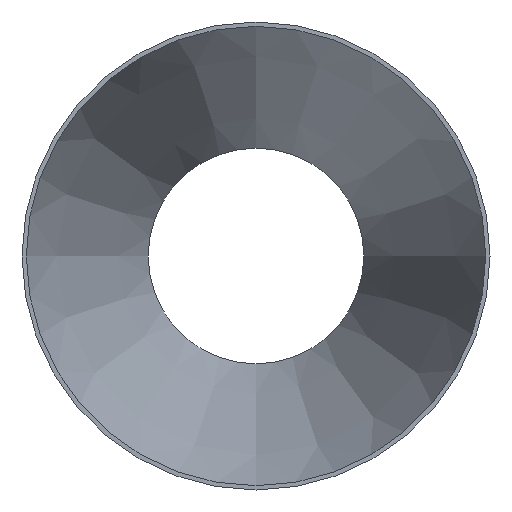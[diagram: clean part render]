
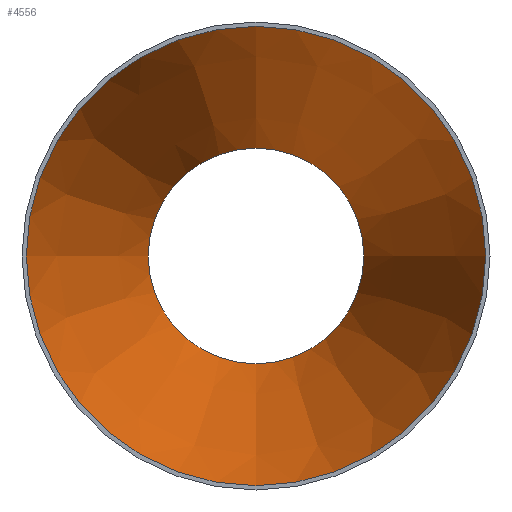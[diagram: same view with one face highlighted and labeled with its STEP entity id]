
A CAD part, front view. The second image highlights one B-rep face of the part: STEP entity #4556.
In plain terms, the highlighted conical face has half-angle 17.352 degrees and reference radius 224.409 mm.
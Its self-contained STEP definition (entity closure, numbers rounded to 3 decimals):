
#3220 = CARTESIAN_POINT ( 'NONE',  ( 0., 381., -105.359 ) ) ;
#3378 = CONICAL_SURFACE ( 'NONE', #18356, 224.409, 0.303 ) ;
#3806 = EDGE_LOOP ( 'NONE', ( #20417 ) ) ;
#4556 = ADVANCED_FACE ( 'NONE', ( #19345, #13043 ), #3378, .F. ) ;
#4754 = CARTESIAN_POINT ( 'NONE',  ( 0., 0., 0. ) ) ;
#5898 = AXIS2_PLACEMENT_3D ( 'NONE', #12187, #20377, #14344 ) ;
#7148 = DIRECTION ( 'NONE',  ( 0., 0., -1. ) ) ;
#7633 = VERTEX_POINT ( 'NONE', #25707 ) ;
#10460 = CIRCLE ( 'NONE', #19881, 105.359 ) ;
#10587 = EDGE_CURVE ( 'NONE', #7633, #7633, #22147, .T. ) ;
#11430 = CARTESIAN_POINT ( 'NONE',  ( 0., 381., 0. ) ) ;
#12187 = CARTESIAN_POINT ( 'NONE',  ( 0., 0., 0. ) ) ;
#13043 = FACE_OUTER_BOUND ( 'NONE', #21757, .T. ) ;
#14344 = DIRECTION ( 'NONE',  ( 0., 0., -1. ) ) ;
#15202 = ORIENTED_EDGE ( 'NONE', *, *, #10587, .T. ) ;
#18356 = AXIS2_PLACEMENT_3D ( 'NONE', #4754, #21225, #7148 ) ;
#19345 = FACE_BOUND ( 'NONE', #3806, .T. ) ;
#19881 = AXIS2_PLACEMENT_3D ( 'NONE', #11430, #25749, #21881 ) ;
#20377 = DIRECTION ( 'NONE',  ( 0., -1., 0. ) ) ;
#20417 = ORIENTED_EDGE ( 'NONE', *, *, #21587, .F. ) ;
#21225 = DIRECTION ( 'NONE',  ( 0., -1., 0. ) ) ;
#21587 = EDGE_CURVE ( 'NONE', #25452, #25452, #10460, .T. ) ;
#21757 = EDGE_LOOP ( 'NONE', ( #15202 ) ) ;
#21881 = DIRECTION ( 'NONE',  ( 0., 0., -1. ) ) ;
#22147 = CIRCLE ( 'NONE', #5898, 224.409 ) ;
#25452 = VERTEX_POINT ( 'NONE', #3220 ) ;
#25707 = CARTESIAN_POINT ( 'NONE',  ( 0., 0., -224.409 ) ) ;
#25749 = DIRECTION ( 'NONE',  ( 0., -1., 0. ) ) ;
